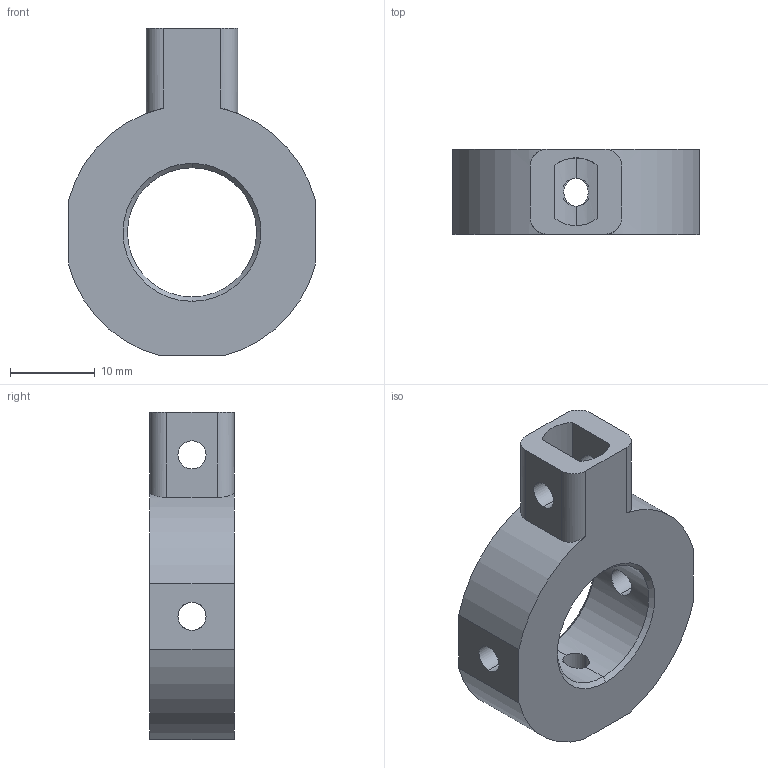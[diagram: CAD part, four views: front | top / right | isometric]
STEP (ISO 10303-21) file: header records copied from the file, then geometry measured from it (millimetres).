
FILE_DESCRIPTION (( 'STEP AP203' ), '1' );
FILE_NAME ('link1_upper_joint.STEP', '2020-08-24T08:45:03', ( '' ), ( '' ), 'SwSTEP 2.0', 'SolidWorks 2019', '' );
FILE_SCHEMA (( 'CONFIG_CONTROL_DESIGN' ));
Length unit declared in the file: millimetre
Products named in the file (1): link1_upper_joint
Bounding box: 29 x 10 x 38.5 mm (x, y, z)
Volume: 5292.5 mm3; surface area: 3295.9 mm2
Topology: 1 solids, 1 shells, 39 faces, 108 edges, 69 vertices
Faces by surface type: cylinder 22, plane 10, cone 7
Entity records: 1562 total; most frequent: CARTESIAN_POINT 454, ORIENTED_EDGE 216, DIRECTION 213, EDGE_CURVE 108, AXIS2_PLACEMENT_3D 80, VERTEX_POINT 69, LINE 53, VECTOR 53
